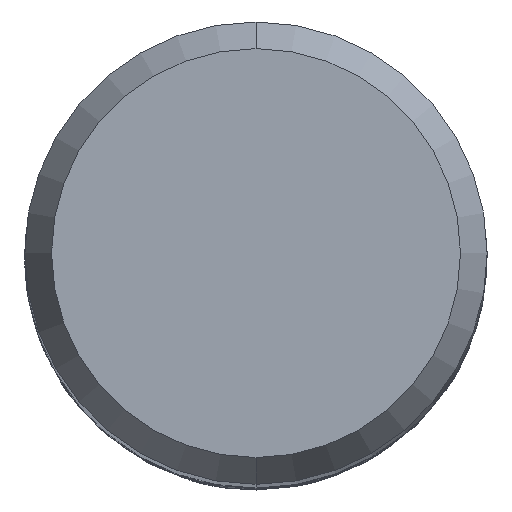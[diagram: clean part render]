
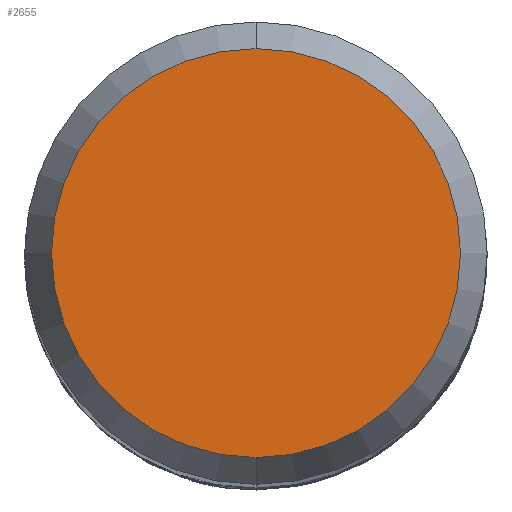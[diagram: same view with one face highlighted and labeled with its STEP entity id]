
A CAD part, top view. The second image highlights one B-rep face of the part: STEP entity #2655.
In plain terms, the highlighted planar face has unit normal (0, 0, 1).
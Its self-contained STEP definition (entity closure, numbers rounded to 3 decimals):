
#1971=VERTEX_POINT('',#3853);
#2067=EDGE_CURVE('',#1971,#2657,#3960,.T.);
#2145=EDGE_CURVE('',#2657,#1971,#4044,.T.);
#2655=ADVANCED_FACE('',(#4598),#4599,.T.);
#2657=VERTEX_POINT('',#4601);
#3853=CARTESIAN_POINT('',(0.,-4.423,0.0));
#3960=CIRCLE('',#14763,4.423);
#4044=CIRCLE('',#15771,4.423);
#4598=FACE_OUTER_BOUND('',#21788,.T.);
#4599=PLANE('',#21789);
#4601=CARTESIAN_POINT('',(0.0,4.423,0.0));
#14763=AXIS2_PLACEMENT_3D('',#23653,#23654,#23655);
#15771=AXIS2_PLACEMENT_3D('',#23721,#23722,#23723);
#21788=EDGE_LOOP('',(#24265,#24266));
#21789=AXIS2_PLACEMENT_3D('',#24267,#24268,#24269);
#23653=CARTESIAN_POINT('',(0.0,0.0,0.0));
#23654=DIRECTION('',(0.0,0.0,-1.0));
#23655=DIRECTION('',(0.0,1.0,0.0));
#23721=CARTESIAN_POINT('',(0.0,0.0,0.0));
#23722=DIRECTION('',(0.0,0.0,-1.0));
#23723=DIRECTION('',(0.0,1.0,0.0));
#24265=ORIENTED_EDGE('',*,*,#2145,.F.);
#24266=ORIENTED_EDGE('',*,*,#2067,.F.);
#24267=CARTESIAN_POINT('',(0.0,2.211,0.0));
#24268=DIRECTION('',(-0.0,0.0,1.0));
#24269=DIRECTION('',(0.0,-1.0,0.0));
